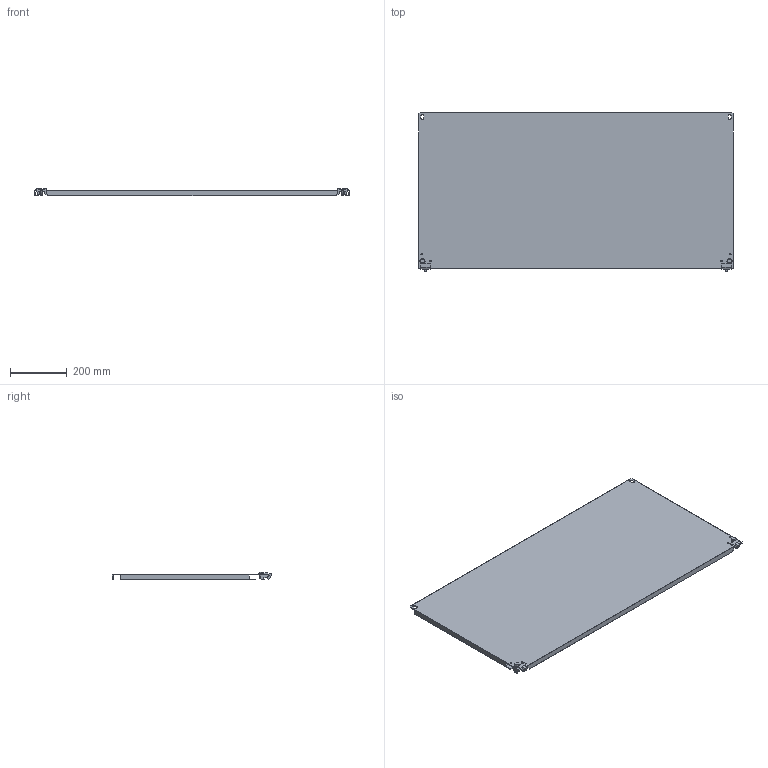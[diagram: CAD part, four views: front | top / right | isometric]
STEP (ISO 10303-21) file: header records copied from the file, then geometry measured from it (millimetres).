
FILE_DESCRIPTION (( 'STEP AP214' ), '1' );
FILE_NAME ('0396-1155-00-03.step', '2022-12-14T06:30:12', ( '' ), ( '' ), 'SwSTEP 2.0', 'SolidWorks 2019', '' );
FILE_SCHEMA (( 'AUTOMOTIVE_DESIGN' ));
Length unit declared in the file: millimetre
Products named in the file (1): 0396-1155-00-03
Bounding box: 1113 x 562.62 x 28.1 mm (x, y, z)
Volume: 1374813.8 mm3; surface area: 1376992.6 mm2
Topology: 5 solids, 5 shells, 160 faces, 434 edges, 288 vertices
Faces by surface type: plane 130, cylinder 30
Entity records: 5316 total; most frequent: CARTESIAN_POINT 883, ORIENTED_EDGE 868, DIRECTION 816, EDGE_CURVE 434, VECTOR 374, LINE 374, VERTEX_POINT 288, AXIS2_PLACEMENT_3D 221
